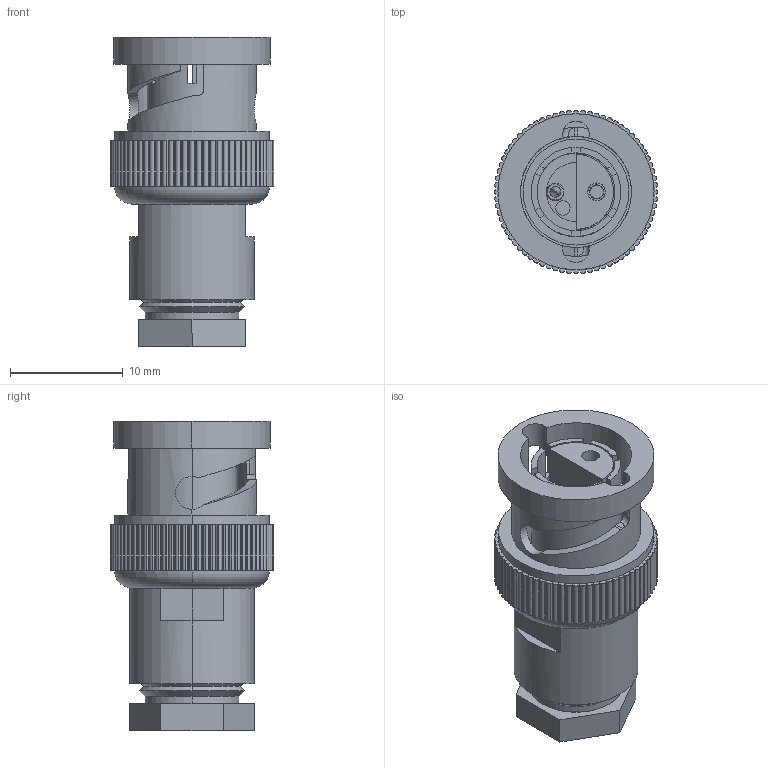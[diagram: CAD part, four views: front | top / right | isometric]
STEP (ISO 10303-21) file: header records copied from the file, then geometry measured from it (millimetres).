
FILE_DESCRIPTION (( 'STEP AP214' ), '1' );
FILE_NAME ('BAC928.STEP', '2006-08-02T13:51:08', ( 'L-COM' ), ( 'L-COM' ), 'SwSTEP 2.0', 'SolidWorks 2006004', '' );
FILE_SCHEMA (( 'AUTOMOTIVE_DESIGN' ));
Length unit declared in the file: inch
Products named in the file (9): BAC928-MA4; BAC928-MA7; BAC928_with flange; BAC928-MA5; BAC928-MA3; BAC928-MA1; BAC928-MA6; BAC928-MA2; BAC928
Assembly tree (8 placements, depth 2):
  BAC928
    BAC928_with flange
    BAC928-MA7
    BAC928-MA2
    BAC928-MA1
    BAC928-MA6
    BAC928-MA3
    BAC928-MA4
    BAC928-MA5
Bounding box: 14.48 x 14.48 x 27.43 mm (x, y, z)
Volume: 1669.3 mm3; surface area: 4069.6 mm2
Topology: 8 solids, 8 shells, 449 faces, 1227 edges, 804 vertices
Faces by surface type: plane 231, cylinder 172, cone 28, torus 10, bspline 8
Entity records: 16219 total; most frequent: CARTESIAN_POINT 3529, DIRECTION 2493, ORIENTED_EDGE 2454, EDGE_CURVE 1227, AXIS2_PLACEMENT_3D 872, VERTEX_POINT 804, VECTOR 749, LINE 749
